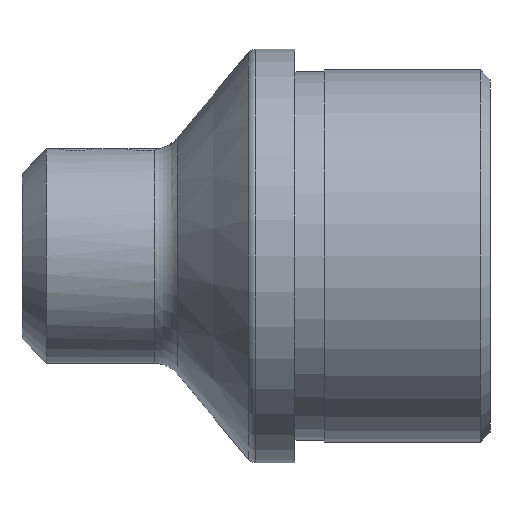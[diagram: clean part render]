
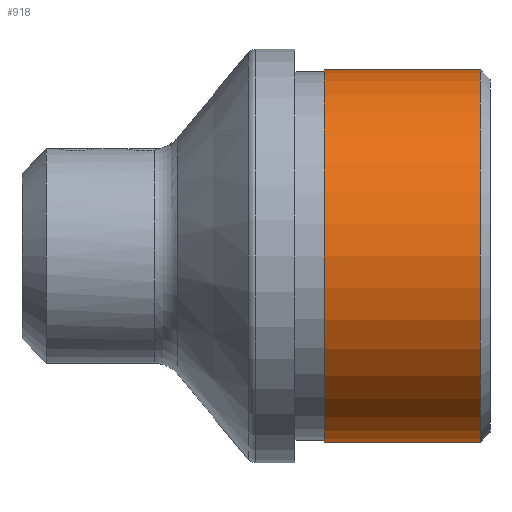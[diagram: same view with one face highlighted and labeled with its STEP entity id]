
A CAD part, front view. The second image highlights one B-rep face of the part: STEP entity #918.
In plain terms, the highlighted cylindrical face has radius 19.1 mm (diameter 38.2 mm), a partial arc.
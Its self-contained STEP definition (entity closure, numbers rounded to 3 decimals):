
#110 = ORIENTED_EDGE ( 'NONE', *, *, #2000, .T. ) ;
#147 = EDGE_CURVE ( 'NONE', #2497, #2407, #2064, .T. ) ;
#234 = DIRECTION ( 'NONE',  ( 0., 0., -1. ) ) ;
#239 = ORIENTED_EDGE ( 'NONE', *, *, #147, .F. ) ;
#281 = DIRECTION ( 'NONE',  ( 1., 0., 0. ) ) ;
#515 = VERTEX_POINT ( 'NONE', #1037 ) ;
#616 = DIRECTION ( 'NONE',  ( 1., 0., 0. ) ) ;
#672 = CARTESIAN_POINT ( 'NONE',  ( 31., 0., 19.1 ) ) ;
#862 = CYLINDRICAL_SURFACE ( 'NONE', #2471, 19.1 ) ;
#886 = ORIENTED_EDGE ( 'NONE', *, *, #2235, .T. ) ;
#918 = ADVANCED_FACE ( 'NONE', ( #1816 ), #862, .T. ) ;
#1037 = CARTESIAN_POINT ( 'NONE',  ( 31., 0., -19.1 ) ) ;
#1045 = VERTEX_POINT ( 'NONE', #2781 ) ;
#1074 = DIRECTION ( 'NONE',  ( -1., 0., 0. ) ) ;
#1096 = VECTOR ( 'NONE', #281, 1000. ) ;
#1293 = EDGE_LOOP ( 'NONE', ( #239, #2844, #110, #886 ) ) ;
#1357 = DIRECTION ( 'NONE',  ( 1., 0., 0. ) ) ;
#1430 = EDGE_CURVE ( 'NONE', #2497, #515, #2891, .T. ) ;
#1500 = CARTESIAN_POINT ( 'NONE',  ( 47., 0., 0. ) ) ;
#1816 = FACE_OUTER_BOUND ( 'NONE', #1293, .T. ) ;
#1849 = CARTESIAN_POINT ( 'NONE',  ( 52.8, 0., 19.1 ) ) ;
#1920 = AXIS2_PLACEMENT_3D ( 'NONE', #2693, #2707, #2723 ) ;
#1941 = CARTESIAN_POINT ( 'NONE',  ( 52.8, 0., -19.1 ) ) ;
#2000 = EDGE_CURVE ( 'NONE', #515, #1045, #2414, .T. ) ;
#2058 = CARTESIAN_POINT ( 'NONE',  ( 47., 0., 19.1 ) ) ;
#2064 = LINE ( 'NONE', #1849, #1096 ) ;
#2174 = CIRCLE ( 'NONE', #2265, 19.1 ) ;
#2235 = EDGE_CURVE ( 'NONE', #1045, #2407, #2174, .T. ) ;
#2265 = AXIS2_PLACEMENT_3D ( 'NONE', #1500, #1074, #2611 ) ;
#2407 = VERTEX_POINT ( 'NONE', #2058 ) ;
#2414 = LINE ( 'NONE', #1941, #2465 ) ;
#2465 = VECTOR ( 'NONE', #616, 1000. ) ;
#2471 = AXIS2_PLACEMENT_3D ( 'NONE', #2876, #1357, #234 ) ;
#2497 = VERTEX_POINT ( 'NONE', #672 ) ;
#2611 = DIRECTION ( 'NONE',  ( 0., 0., 1. ) ) ;
#2693 = CARTESIAN_POINT ( 'NONE',  ( 31., 0., 0. ) ) ;
#2707 = DIRECTION ( 'NONE',  ( 1., 0., 0. ) ) ;
#2723 = DIRECTION ( 'NONE',  ( 0., 0., -1. ) ) ;
#2781 = CARTESIAN_POINT ( 'NONE',  ( 47., 0., -19.1 ) ) ;
#2844 = ORIENTED_EDGE ( 'NONE', *, *, #1430, .T. ) ;
#2876 = CARTESIAN_POINT ( 'NONE',  ( 52.8, 0., 0. ) ) ;
#2891 = CIRCLE ( 'NONE', #1920, 19.1 ) ;
